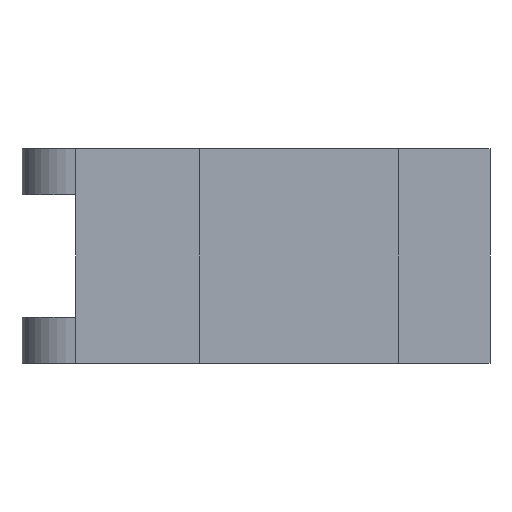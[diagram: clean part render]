
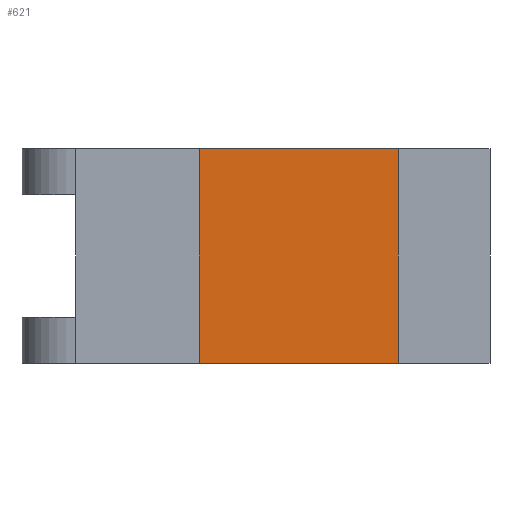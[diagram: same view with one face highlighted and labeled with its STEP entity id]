
A CAD part, front view. The second image highlights one B-rep face of the part: STEP entity #621.
In plain terms, the highlighted planar face has unit normal (0, -1, 0).
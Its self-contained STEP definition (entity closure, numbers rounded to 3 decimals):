
#36 = VERTEX_POINT ( 'NONE', #287 ) ;
#51 = CARTESIAN_POINT ( 'NONE',  ( 21.1, -1., 0. ) ) ;
#74 = CARTESIAN_POINT ( 'NONE',  ( 3.354, -1., 14. ) ) ;
#99 = EDGE_CURVE ( 'NONE', #546, #36, #494, .T. ) ;
#107 = LINE ( 'NONE', #663, #627 ) ;
#143 = CARTESIAN_POINT ( 'NONE',  ( 8.086, -1., 0. ) ) ;
#191 = EDGE_CURVE ( 'NONE', #424, #591, #578, .T. ) ;
#208 = CARTESIAN_POINT ( 'NONE',  ( 8.086, -1., -8.533 ) ) ;
#212 = VECTOR ( 'NONE', #791, 1000. ) ;
#265 = ORIENTED_EDGE ( 'NONE', *, *, #99, .F. ) ;
#287 = CARTESIAN_POINT ( 'NONE',  ( 21.1, -1., 14. ) ) ;
#310 = CARTESIAN_POINT ( 'NONE',  ( 3.354, -1., 0. ) ) ;
#317 = CARTESIAN_POINT ( 'NONE',  ( 3.354, -1., 14. ) ) ;
#354 = VECTOR ( 'NONE', #829, 1000. ) ;
#415 = EDGE_CURVE ( 'NONE', #424, #546, #822, .T. ) ;
#424 = VERTEX_POINT ( 'NONE', #143 ) ;
#457 = ORIENTED_EDGE ( 'NONE', *, *, #882, .T. ) ;
#494 = LINE ( 'NONE', #74, #354 ) ;
#522 = ORIENTED_EDGE ( 'NONE', *, *, #415, .F. ) ;
#546 = VERTEX_POINT ( 'NONE', #798 ) ;
#578 = LINE ( 'NONE', #310, #212 ) ;
#587 = DIRECTION ( 'NONE',  ( 0., 1., 0. ) ) ;
#591 = VERTEX_POINT ( 'NONE', #51 ) ;
#621 = ADVANCED_FACE ( 'NONE', ( #794 ), #725, .F. ) ;
#625 = EDGE_LOOP ( 'NONE', ( #265, #522, #655, #457 ) ) ;
#627 = VECTOR ( 'NONE', #803, 1000. ) ;
#655 = ORIENTED_EDGE ( 'NONE', *, *, #191, .T. ) ;
#663 = CARTESIAN_POINT ( 'NONE',  ( 21.1, -1., 0. ) ) ;
#682 = AXIS2_PLACEMENT_3D ( 'NONE', #317, #587, #736 ) ;
#725 = PLANE ( 'NONE',  #682 ) ;
#736 = DIRECTION ( 'NONE',  ( 0., 0., 1. ) ) ;
#758 = DIRECTION ( 'NONE',  ( 0., 0., 1. ) ) ;
#791 = DIRECTION ( 'NONE',  ( 1., 0., 0. ) ) ;
#794 = FACE_OUTER_BOUND ( 'NONE', #625, .T. ) ;
#798 = CARTESIAN_POINT ( 'NONE',  ( 8.086, -1., 14. ) ) ;
#803 = DIRECTION ( 'NONE',  ( 0., 0., 1. ) ) ;
#822 = LINE ( 'NONE', #208, #877 ) ;
#829 = DIRECTION ( 'NONE',  ( 1., 0., 0. ) ) ;
#877 = VECTOR ( 'NONE', #758, 1000. ) ;
#882 = EDGE_CURVE ( 'NONE', #591, #36, #107, .T. ) ;
